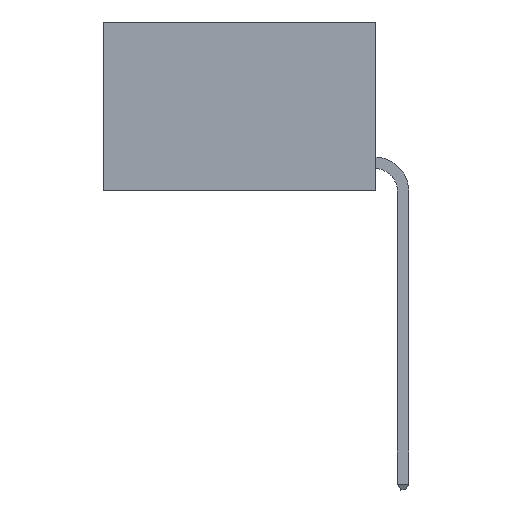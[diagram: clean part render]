
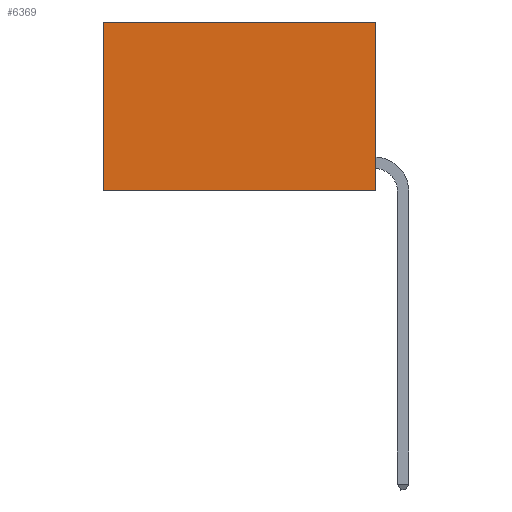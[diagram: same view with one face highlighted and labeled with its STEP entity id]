
A CAD part, left-side view. The second image highlights one B-rep face of the part: STEP entity #6369.
In plain terms, the highlighted planar face has unit normal (-1, 0, 0).
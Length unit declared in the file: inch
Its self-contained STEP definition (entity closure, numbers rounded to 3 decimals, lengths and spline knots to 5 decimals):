
#48 = VECTOR ( 'NONE', #584, 39.37008 ) ;
#295 = CARTESIAN_POINT ( 'NONE',  ( 0.2625, 0., 0. ) ) ;
#405 = EDGE_CURVE ( 'NONE', #5366, #2460, #9648, .T. ) ;
#584 = DIRECTION ( 'NONE',  ( 0., 1., 0. ) ) ;
#714 = CARTESIAN_POINT ( 'NONE',  ( 0.2625, 0.6, 0. ) ) ;
#937 = ORIENTED_EDGE ( 'NONE', *, *, #10369, .T. ) ;
#1504 = AXIS2_PLACEMENT_3D ( 'NONE', #7627, #10678, #6965 ) ;
#1930 = DIRECTION ( 'NONE',  ( 0., 0., -1. ) ) ;
#2125 = CARTESIAN_POINT ( 'NONE',  ( 0.2625, 0.6, 0. ) ) ;
#2415 = VECTOR ( 'NONE', #8780, 39.37008 ) ;
#2460 = VERTEX_POINT ( 'NONE', #5402 ) ;
#2883 = CARTESIAN_POINT ( 'NONE',  ( 0.2625, 0., -0.37 ) ) ;
#3677 = PLANE ( 'NONE',  #1504 ) ;
#3998 = LINE ( 'NONE', #9960, #9455 ) ;
#3999 = EDGE_CURVE ( 'NONE', #10030, #2460, #11829, .T. ) ;
#4044 = EDGE_LOOP ( 'NONE', ( #9804, #7029, #9074, #937 ) ) ;
#5366 = VERTEX_POINT ( 'NONE', #8544 ) ;
#5402 = CARTESIAN_POINT ( 'NONE',  ( 0.2625, 0.6, -0.37 ) ) ;
#6369 = ADVANCED_FACE ( 'NONE', ( #6716 ), #3677, .F. ) ;
#6716 = FACE_OUTER_BOUND ( 'NONE', #4044, .T. ) ;
#6965 = DIRECTION ( 'NONE',  ( 0., 0., -1. ) ) ;
#7029 = ORIENTED_EDGE ( 'NONE', *, *, #405, .F. ) ;
#7627 = CARTESIAN_POINT ( 'NONE',  ( 0.2625, 0., 0. ) ) ;
#7936 = DIRECTION ( 'NONE',  ( 0., 0., -1. ) ) ;
#8544 = CARTESIAN_POINT ( 'NONE',  ( 0.2625, 0., -0.37 ) ) ;
#8780 = DIRECTION ( 'NONE',  ( 0., 1., 0. ) ) ;
#8883 = VECTOR ( 'NONE', #1930, 39.37008 ) ;
#9074 = ORIENTED_EDGE ( 'NONE', *, *, #11552, .F. ) ;
#9455 = VECTOR ( 'NONE', #7936, 39.37008 ) ;
#9648 = LINE ( 'NONE', #2883, #2415 ) ;
#9804 = ORIENTED_EDGE ( 'NONE', *, *, #3999, .T. ) ;
#9960 = CARTESIAN_POINT ( 'NONE',  ( 0.2625, 0., 0. ) ) ;
#10030 = VERTEX_POINT ( 'NONE', #714 ) ;
#10369 = EDGE_CURVE ( 'NONE', #11683, #10030, #12519, .T. ) ;
#10678 = DIRECTION ( 'NONE',  ( 1., 0., 0. ) ) ;
#11552 = EDGE_CURVE ( 'NONE', #11683, #5366, #3998, .T. ) ;
#11564 = CARTESIAN_POINT ( 'NONE',  ( 0.2625, 0., 0. ) ) ;
#11683 = VERTEX_POINT ( 'NONE', #295 ) ;
#11829 = LINE ( 'NONE', #2125, #8883 ) ;
#12519 = LINE ( 'NONE', #11564, #48 ) ;
